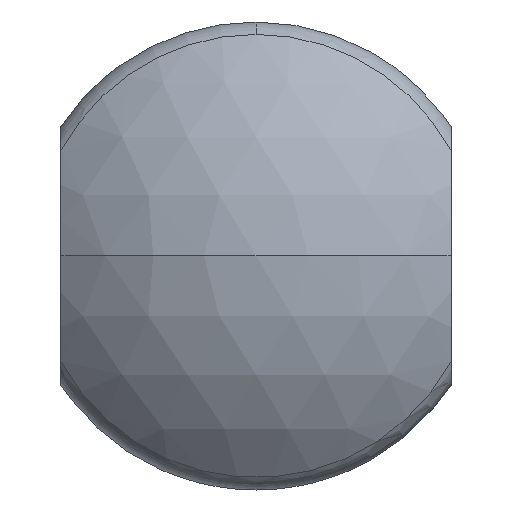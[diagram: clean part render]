
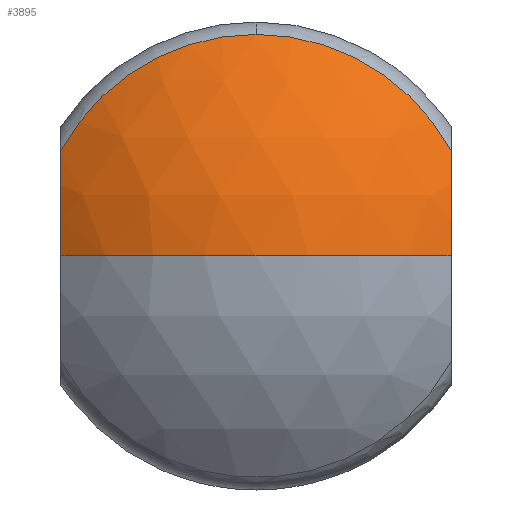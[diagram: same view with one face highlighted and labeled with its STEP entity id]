
A CAD part, front view. The second image highlights one B-rep face of the part: STEP entity #3895.
In plain terms, the highlighted spherical face has radius 25 mm.
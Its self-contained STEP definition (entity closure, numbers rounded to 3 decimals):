
#128 = VERTEX_POINT ( 'NONE', #1315 ) ;
#139 = CARTESIAN_POINT ( 'NONE',  ( 0., -103.288, 0. ) ) ;
#305 = CARTESIAN_POINT ( 'NONE',  ( -15., -85., 0. ) ) ;
#430 = DIRECTION ( 'NONE',  ( 0., -1., 0. ) ) ;
#441 = CARTESIAN_POINT ( 'NONE',  ( 15., -103.288, 8.096 ) ) ;
#568 = DIRECTION ( 'NONE',  ( 0., 0., -1. ) ) ;
#585 = VERTEX_POINT ( 'NONE', #2587 ) ;
#652 = ORIENTED_EDGE ( 'NONE', *, *, #2296, .F. ) ;
#846 = AXIS2_PLACEMENT_3D ( 'NONE', #139, #1412, #2099 ) ;
#917 = AXIS2_PLACEMENT_3D ( 'NONE', #1775, #430, #1444 ) ;
#1212 = CARTESIAN_POINT ( 'NONE',  ( 15., -85., 0. ) ) ;
#1281 = CIRCLE ( 'NONE', #3748, 25. ) ;
#1315 = CARTESIAN_POINT ( 'NONE',  ( 0., -103.288, 17.045 ) ) ;
#1412 = DIRECTION ( 'NONE',  ( 0., -1., 0. ) ) ;
#1438 = CARTESIAN_POINT ( 'NONE',  ( 0., -85., 0. ) ) ;
#1444 = DIRECTION ( 'NONE',  ( 0., 0., 1. ) ) ;
#1453 = VERTEX_POINT ( 'NONE', #1545 ) ;
#1496 = AXIS2_PLACEMENT_3D ( 'NONE', #1212, #3767, #3220 ) ;
#1507 = DIRECTION ( 'NONE',  ( 0., 1., 0. ) ) ;
#1545 = CARTESIAN_POINT ( 'NONE',  ( 0., -110., 0. ) ) ;
#1643 = EDGE_CURVE ( 'Defeature ausgef�hrt2_12+Defeature ausgef�hrt2_15+Defeature ausgef�hrt2_17+Defeature ausgef�hrt2_16', #128, #4190, #2530, .T. ) ;
#1659 = EDGE_LOOP ( 'NONE', ( #2408, #3681, #652, #2772, #2595, #2528 ) ) ;
#1667 = EDGE_CURVE ( 'Defeature ausgef�hrt2_12+Defeature ausgef�hrt2_15+Defeature ausgef�hrt2_17+Defeature ausgef�hrt2_16', #1698, #128, #3174, .T. ) ;
#1698 = VERTEX_POINT ( 'NONE', #441 ) ;
#1749 = EDGE_CURVE ( 'NONE', #585, #1453, #2678, .T. ) ;
#1761 = DIRECTION ( 'NONE',  ( 1., 0., 0. ) ) ;
#1775 = CARTESIAN_POINT ( 'NONE',  ( 0., -103.288, 0. ) ) ;
#1919 = EDGE_CURVE ( 'Defeature ausgef�hrt2_17+Defeature ausgef�hrt2_12+Defeature ausgef�hrt2_15+Defeature ausgef�hrt2_11', #1698, #3185, #3902, .T. ) ;
#1957 = AXIS2_PLACEMENT_3D ( 'NONE', #305, #2287, #2606 ) ;
#2099 = DIRECTION ( 'NONE',  ( 0., 0., 1. ) ) ;
#2287 = DIRECTION ( 'NONE',  ( -1., 0., 0. ) ) ;
#2296 = EDGE_CURVE ( 'NONE', #3185, #1453, #1281, .T. ) ;
#2386 = AXIS2_PLACEMENT_3D ( 'NONE', #3733, #3703, #1761 ) ;
#2408 = ORIENTED_EDGE ( 'NONE', *, *, #4156, .F. ) ;
#2413 = FACE_OUTER_BOUND ( 'NONE', #1659, .T. ) ;
#2528 = ORIENTED_EDGE ( 'NONE', *, *, #1643, .T. ) ;
#2530 = CIRCLE ( 'NONE', #917, 17.045 ) ;
#2587 = CARTESIAN_POINT ( 'NONE',  ( -15., -105., 0. ) ) ;
#2595 = ORIENTED_EDGE ( 'NONE', *, *, #1667, .T. ) ;
#2606 = DIRECTION ( 'NONE',  ( 0., 0., -1. ) ) ;
#2657 = CARTESIAN_POINT ( 'NONE',  ( 15., -105., 0. ) ) ;
#2678 = CIRCLE ( 'NONE', #2386, 25. ) ;
#2772 = ORIENTED_EDGE ( 'NONE', *, *, #1919, .F. ) ;
#2834 = DIRECTION ( 'NONE',  ( 1., 0., 0. ) ) ;
#3013 = CIRCLE ( 'NONE', #1957, 20. ) ;
#3128 = CARTESIAN_POINT ( 'NONE',  ( 0., -85., 0. ) ) ;
#3174 = CIRCLE ( 'NONE', #846, 17.045 ) ;
#3185 = VERTEX_POINT ( 'NONE', #2657 ) ;
#3220 = DIRECTION ( 'NONE',  ( 0., 0., 1. ) ) ;
#3279 = SPHERICAL_SURFACE ( 'NONE', #4032, 25. ) ;
#3304 = CARTESIAN_POINT ( 'NONE',  ( -15., -103.288, 8.096 ) ) ;
#3681 = ORIENTED_EDGE ( 'NONE', *, *, #1749, .T. ) ;
#3703 = DIRECTION ( 'NONE',  ( 0., 0., 1. ) ) ;
#3733 = CARTESIAN_POINT ( 'NONE',  ( 0., -85., 0. ) ) ;
#3748 = AXIS2_PLACEMENT_3D ( 'NONE', #3128, #568, #1507 ) ;
#3767 = DIRECTION ( 'NONE',  ( 1., 0., 0. ) ) ;
#3806 = DIRECTION ( 'NONE',  ( 0., 0., 1. ) ) ;
#3895 = ADVANCED_FACE ( 'Defeature ausgef�hrt2_12', ( #2413 ), #3279, .T. ) ;
#3902 = CIRCLE ( 'NONE', #1496, 20. ) ;
#4032 = AXIS2_PLACEMENT_3D ( 'NONE', #1438, #3806, #2834 ) ;
#4156 = EDGE_CURVE ( 'Defeature ausgef�hrt2_16+Defeature ausgef�hrt2_12+Defeature ausgef�hrt2_11+Defeature ausgef�hrt2_15', #585, #4190, #3013, .T. ) ;
#4190 = VERTEX_POINT ( 'NONE', #3304 ) ;
